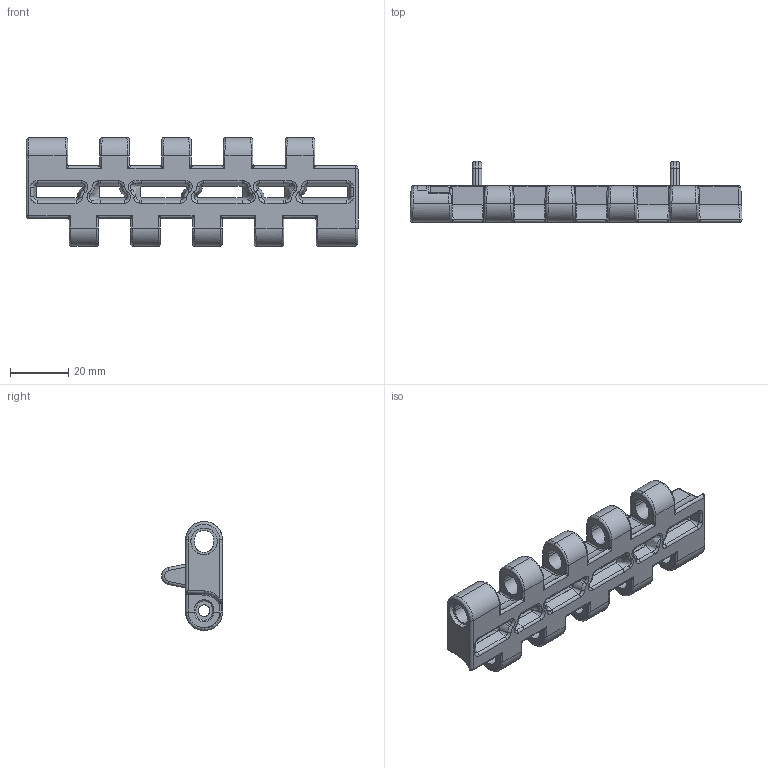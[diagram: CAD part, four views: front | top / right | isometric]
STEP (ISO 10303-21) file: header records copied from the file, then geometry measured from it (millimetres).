
FILE_DESCRIPTION (( 'STEP AP214' ), '1' );
FILE_NAME ('LF9255MV.0134P1.STEP', '2021-03-12T08:46:37', ( '' ), ( '' ), 'SwSTEP 2.0', 'SolidWorks 2019', '' );
FILE_SCHEMA (( 'AUTOMOTIVE_DESIGN' ));
Length unit declared in the file: millimetre
Products named in the file (1): LF9255MV.0134P1
Bounding box: 114.24 x 21 x 37.5 mm (x, y, z)
Volume: 22588 mm3; surface area: 14628.6 mm2
Topology: 1 solids, 2 shells, 936 faces, 2389 edges, 1372 vertices
Faces by surface type: bspline 356, cylinder 322, plane 177, torus 55, cone 19, sphere 7
Entity records: 42216 total; most frequent: CARTESIAN_POINT 23601, ORIENTED_EDGE 4642, DIRECTION 3006, EDGE_CURVE 2321, VERTEX_POINT 1372, AXIS2_PLACEMENT_3D 1155, EDGE_LOOP 951, FACE_OUTER_BOUND 936
